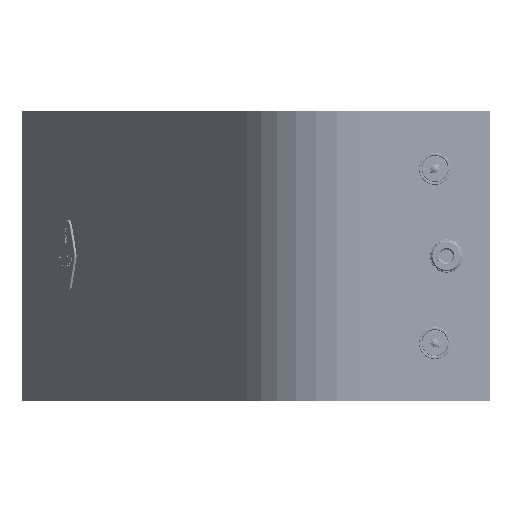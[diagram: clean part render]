
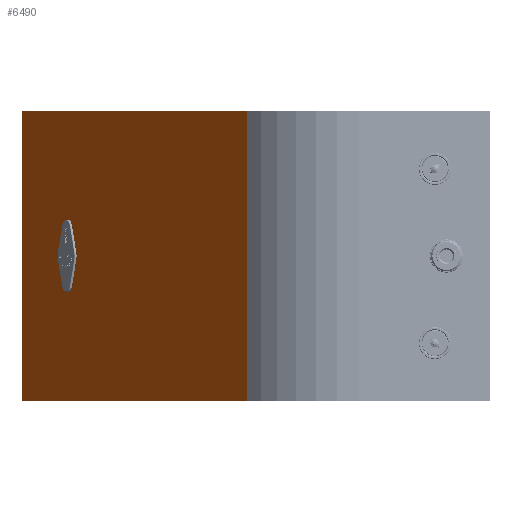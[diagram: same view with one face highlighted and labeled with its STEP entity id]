
A CAD part, left-side view. The second image highlights one B-rep face of the part: STEP entity #6490.
In plain terms, the highlighted planar face has unit normal (-0.574, 0.819, 0).
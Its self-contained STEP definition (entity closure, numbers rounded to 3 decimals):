
#6490=ADVANCED_FACE('',(#8439,#8440,#8441,#8442),#8443,.F.);
#8439=FACE_BOUND('',#12556,.T.);
#8440=FACE_BOUND('',#12557,.T.);
#8441=FACE_BOUND('',#12558,.T.);
#8442=FACE_OUTER_BOUND('',#12559,.T.);
#8443=PLANE('',#12560);
#12556=EDGE_LOOP('',(#21364));
#12557=EDGE_LOOP('',(#21365));
#12558=EDGE_LOOP('',(#21366));
#12559=EDGE_LOOP('',(#21367,#21368,#21369,#21370,#21371,#21372));
#12560=AXIS2_PLACEMENT_3D('',#21373,#21374,#21375);
#21364=ORIENTED_EDGE('',*,*,#24361,.T.);
#21365=ORIENTED_EDGE('',*,*,#24362,.T.);
#21366=ORIENTED_EDGE('',*,*,#24363,.T.);
#21367=ORIENTED_EDGE('',*,*,#24349,.T.);
#21368=ORIENTED_EDGE('',*,*,#24337,.T.);
#21369=ORIENTED_EDGE('',*,*,#24359,.F.);
#21370=ORIENTED_EDGE('',*,*,#24330,.T.);
#21371=ORIENTED_EDGE('',*,*,#24343,.F.);
#21372=ORIENTED_EDGE('',*,*,#24360,.T.);
#21373=CARTESIAN_POINT('',(16.895,85.388,-500000.0));
#21374=DIRECTION('',(0.574,-0.819,0.0));
#21375=DIRECTION('',(0.819,0.574,0.0));
#24330=EDGE_CURVE('',#27815,#27816,#27817,.F.);
#24337=EDGE_CURVE('',#27828,#27829,#27830,.F.);
#24343=EDGE_CURVE('',#27839,#27816,#27840,.T.);
#24349=EDGE_CURVE('',#27849,#27828,#27850,.T.);
#24359=EDGE_CURVE('',#27815,#27829,#27865,.T.);
#24360=EDGE_CURVE('',#27839,#27849,#27866,.T.);
#24361=EDGE_CURVE('',#27867,#27867,#27868,.T.);
#24362=EDGE_CURVE('',#27869,#27869,#27870,.T.);
#24363=EDGE_CURVE('',#27871,#27871,#27872,.T.);
#27815=VERTEX_POINT('',#36643);
#27816=VERTEX_POINT('',#36644);
#27817=CIRCLE('',#36645,1.0);
#27828=VERTEX_POINT('',#36660);
#27829=VERTEX_POINT('',#36661);
#27830=CIRCLE('',#36662,1.0);
#27839=VERTEX_POINT('',#36675);
#27840=LINE('',#36676,#36677);
#27849=VERTEX_POINT('',#36689);
#27850=LINE('',#36690,#36691);
#27865=LINE('',#36710,#36711);
#27866=LINE('',#36712,#36713);
#27867=VERTEX_POINT('',#36714);
#27868=CIRCLE('',#36715,2.4);
#27869=VERTEX_POINT('',#36716);
#27870=CIRCLE('',#36717,7.4);
#27871=VERTEX_POINT('',#36718);
#27872=CIRCLE('',#36719,2.4);
#36643=CARTESIAN_POINT('',(127.48,162.821,-99.));
#36644=CARTESIAN_POINT('',(126.661,162.248,-100.));
#36645=AXIS2_PLACEMENT_3D('',#39749,#39750,#39751);
#36660=CARTESIAN_POINT('',(126.661,162.248,100.));
#36661=CARTESIAN_POINT('',(127.48,162.821,99.));
#36662=AXIS2_PLACEMENT_3D('',#39762,#39763,#39764);
#36675=CARTESIAN_POINT('',(-93.691,7.956,-100.));
#36676=CARTESIAN_POINT('',(16.895,85.388,-100.));
#36677=VECTOR('',#39772,1.0);
#36689=CARTESIAN_POINT('',(-93.691,7.956,100.));
#36690=CARTESIAN_POINT('',(16.895,85.388,100.));
#36691=VECTOR('',#39782,1.0);
#36710=CARTESIAN_POINT('',(127.48,162.821,-500000.0));
#36711=VECTOR('',#39802,1.0);
#36712=CARTESIAN_POINT('',(-93.691,7.956,-500000.0));
#36713=VECTOR('',#39803,1.0);
#36714=CARTESIAN_POINT('',(84.393,132.651,20.0));
#36715=AXIS2_PLACEMENT_3D('',#39804,#39805,#39806);
#36716=CARTESIAN_POINT('',(88.489,135.519,0.));
#36717=AXIS2_PLACEMENT_3D('',#39807,#39808,#39809);
#36718=CARTESIAN_POINT('',(84.393,132.651,-20.0));
#36719=AXIS2_PLACEMENT_3D('',#39810,#39811,#39812);
#39749=CARTESIAN_POINT('',(126.661,162.248,-99.));
#39750=DIRECTION('',(0.574,-0.819,0.0));
#39751=DIRECTION('',(0.819,0.574,0.0));
#39762=CARTESIAN_POINT('',(126.661,162.248,99.));
#39763=DIRECTION('',(0.574,-0.819,0.0));
#39764=DIRECTION('',(0.819,0.574,0.0));
#39772=DIRECTION('',(0.819,0.574,0.0));
#39782=DIRECTION('',(0.819,0.574,0.0));
#39802=DIRECTION('',(0.0,0.0,1.0));
#39803=DIRECTION('',(0.0,0.0,1.0));
#39804=CARTESIAN_POINT('',(82.427,131.275,20.0));
#39805=DIRECTION('',(0.574,-0.819,0.0));
#39806=DIRECTION('',(0.819,0.574,0.0));
#39807=CARTESIAN_POINT('',(82.427,131.275,0.));
#39808=DIRECTION('',(0.574,-0.819,0.0));
#39809=DIRECTION('',(0.819,0.574,0.0));
#39810=CARTESIAN_POINT('',(82.427,131.275,-20.0));
#39811=DIRECTION('',(0.574,-0.819,0.0));
#39812=DIRECTION('',(0.819,0.574,0.0));
